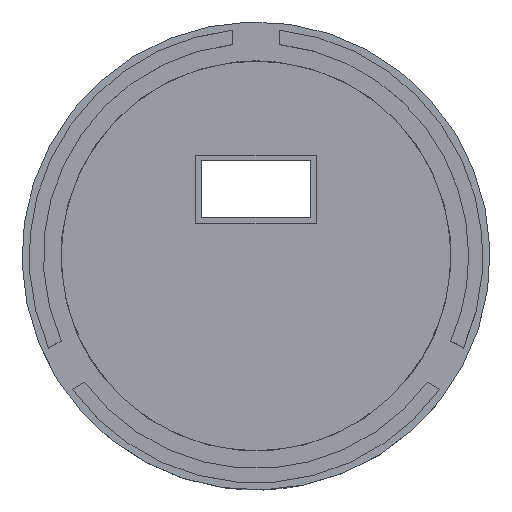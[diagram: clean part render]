
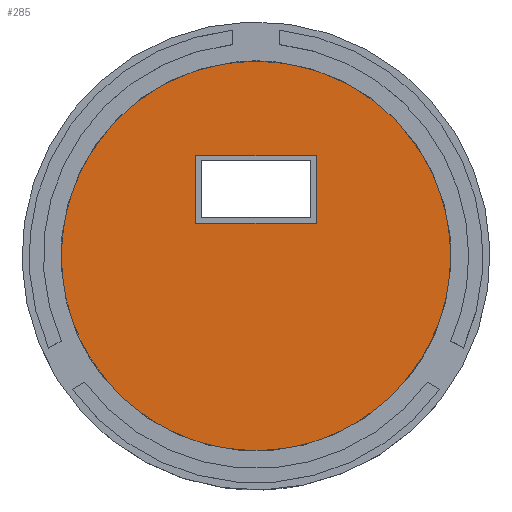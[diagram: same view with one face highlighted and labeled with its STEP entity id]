
A CAD part, top view. The second image highlights one B-rep face of the part: STEP entity #285.
In plain terms, the highlighted planar face has unit normal (0, 0, 1).
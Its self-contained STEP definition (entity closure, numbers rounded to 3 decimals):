
#40 = VERTEX_POINT('',#41);
#41 = CARTESIAN_POINT('',(78.75,23.26,0.96));
#47 = EDGE_CURVE('',#40,#48,#50,.T.);
#48 = VERTEX_POINT('',#49);
#49 = CARTESIAN_POINT('',(78.75,31.559,0.96));
#50 = LINE('',#51,#52);
#51 = CARTESIAN_POINT('',(78.75,0.,0.96));
#52 = VECTOR('',#53,1.);
#53 = DIRECTION('',(0.,1.,0.));
#195 = VERTEX_POINT('',#196);
#196 = CARTESIAN_POINT('',(65.25,31.559,0.96));
#213 = EDGE_CURVE('',#48,#214,#216,.T.);
#214 = VERTEX_POINT('',#215);
#215 = CARTESIAN_POINT('',(71.998,113.,0.96));
#216 = CIRCLE('',#217,41.);
#217 = AXIS2_PLACEMENT_3D('',#218,#219,#220);
#218 = CARTESIAN_POINT('',(72.,72.,0.96));
#219 = DIRECTION('',(0.,0.,1.));
#220 = DIRECTION('',(1.,0.,0.));
#222 = EDGE_CURVE('',#214,#195,#223,.T.);
#223 = CIRCLE('',#224,41.);
#224 = AXIS2_PLACEMENT_3D('',#225,#226,#227);
#225 = CARTESIAN_POINT('',(72.,72.,0.96));
#226 = DIRECTION('',(0.,0.,1.));
#227 = DIRECTION('',(1.,0.,0.));
#266 = VERTEX_POINT('',#267);
#267 = CARTESIAN_POINT('',(65.25,23.26,0.96));
#273 = EDGE_CURVE('',#40,#266,#274,.T.);
#274 = CIRCLE('',#275,49.205);
#275 = AXIS2_PLACEMENT_3D('',#276,#277,#278);
#276 = CARTESIAN_POINT('',(72.,72.,0.96));
#277 = DIRECTION('',(0.,0.,-1.));
#278 = DIRECTION('',(1.,0.,0.));
#285 = ADVANCED_FACE('',(#286,#298),#332,.T.);
#286 = FACE_BOUND('',#287,.T.);
#287 = EDGE_LOOP('',(#288,#294,#295,#296,#297));
#288 = ORIENTED_EDGE('',*,*,#289,.F.);
#289 = EDGE_CURVE('',#266,#195,#290,.T.);
#290 = LINE('',#291,#292);
#291 = CARTESIAN_POINT('',(65.25,0.,0.96));
#292 = VECTOR('',#293,1.);
#293 = DIRECTION('',(0.,1.,0.));
#294 = ORIENTED_EDGE('',*,*,#273,.F.);
#295 = ORIENTED_EDGE('',*,*,#47,.T.);
#296 = ORIENTED_EDGE('',*,*,#213,.T.);
#297 = ORIENTED_EDGE('',*,*,#222,.T.);
#298 = FACE_BOUND('',#299,.T.);
#299 = EDGE_LOOP('',(#300,#310,#318,#326));
#300 = ORIENTED_EDGE('',*,*,#301,.F.);
#301 = EDGE_CURVE('',#302,#304,#306,.T.);
#302 = VERTEX_POINT('',#303);
#303 = CARTESIAN_POINT('',(84.67,78.9,0.96));
#304 = VERTEX_POINT('',#305);
#305 = CARTESIAN_POINT('',(84.67,93.1,0.96));
#306 = LINE('',#307,#308);
#307 = CARTESIAN_POINT('',(84.67,78.9,0.96));
#308 = VECTOR('',#309,1.);
#309 = DIRECTION('',(0.,1.,0.));
#310 = ORIENTED_EDGE('',*,*,#311,.F.);
#311 = EDGE_CURVE('',#312,#302,#314,.T.);
#312 = VERTEX_POINT('',#313);
#313 = CARTESIAN_POINT('',(59.33,78.9,0.96));
#314 = LINE('',#315,#316);
#315 = CARTESIAN_POINT('',(72.,78.9,0.96));
#316 = VECTOR('',#317,1.);
#317 = DIRECTION('',(1.,0.,0.));
#318 = ORIENTED_EDGE('',*,*,#319,.F.);
#319 = EDGE_CURVE('',#320,#312,#322,.T.);
#320 = VERTEX_POINT('',#321);
#321 = CARTESIAN_POINT('',(59.33,93.1,0.96));
#322 = LINE('',#323,#324);
#323 = CARTESIAN_POINT('',(59.33,93.1,0.96));
#324 = VECTOR('',#325,1.);
#325 = DIRECTION('',(0.,-1.,0.));
#326 = ORIENTED_EDGE('',*,*,#327,.F.);
#327 = EDGE_CURVE('',#304,#320,#328,.T.);
#328 = LINE('',#329,#330);
#329 = CARTESIAN_POINT('',(84.67,93.1,0.96));
#330 = VECTOR('',#331,1.);
#331 = DIRECTION('',(-1.,0.,0.));
#332 = PLANE('',#333);
#333 = AXIS2_PLACEMENT_3D('',#334,#335,#336);
#334 = CARTESIAN_POINT('',(72.,68.531,0.96));
#335 = DIRECTION('',(0.,0.,1.));
#336 = DIRECTION('',(1.,0.,0.));
